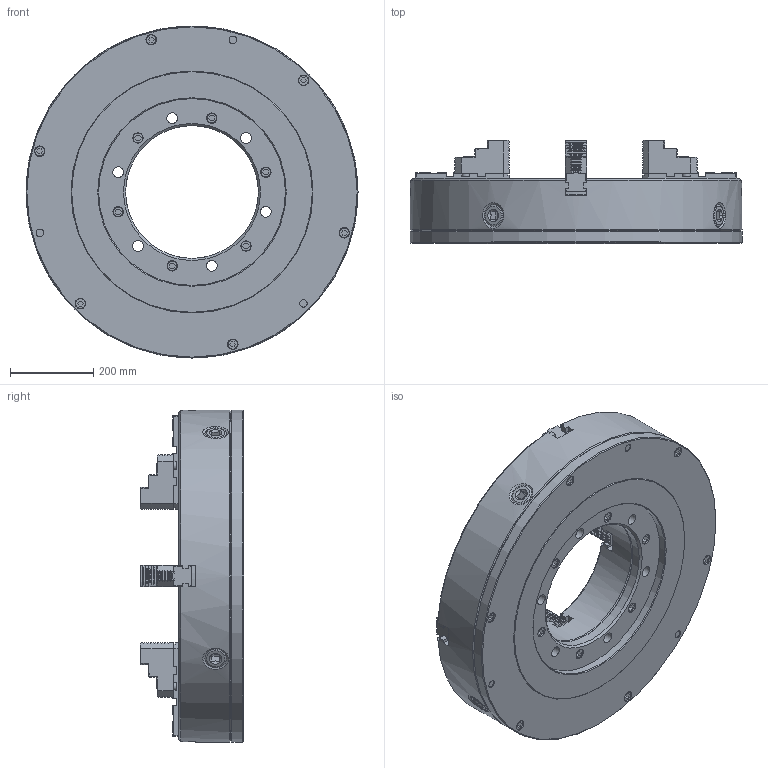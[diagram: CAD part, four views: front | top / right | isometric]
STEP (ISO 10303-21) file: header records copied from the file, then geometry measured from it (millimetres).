
FILE_DESCRIPTION (( 'STEP AP203' ), '1' );
FILE_NAME ('1-203-3200.STEP', '2024-10-26T01:26:25', ( '' ), ( '' ), 'SwSTEP 2.0', 'SolidWorks 2021', '' );
FILE_SCHEMA (( 'CONFIG_CONTROL_DESIGN' ));
Length unit declared in the file: millimetre
Products named in the file (3): 1-203-3200; AJ-PS4-800; part-PS4-800
Assembly tree (5 placements, depth 2):
  1-203-3200
    part-PS4-800
    AJ-PS4-800  x4
Bounding box: 800 x 249.3 x 800 mm (x, y, z)
Volume: 64997659.4 mm3; surface area: 2162497.6 mm2
Topology: 17 solids, 17 shells, 2149 faces, 6025 edges, 3990 vertices
Faces by surface type: plane 1256, cylinder 480, cone 381, torus 32
Full cylindrical faces by diameter (mm): 17.5 x20, 18 x3, 20 x8, 21.5 x8, 23 x12, 25 x12, 26 x6, 30 x8, 39 x6, 320 x2, 450 x1, 800 x2
Entity records: 24855 total; most frequent: CARTESIAN_POINT 6441, ORIENTED_EDGE 3790, DIRECTION 3555, EDGE_CURVE 1895, VERTEX_POINT 1300, AXIS2_PLACEMENT_3D 1223, VECTOR 1109, LINE 1109
